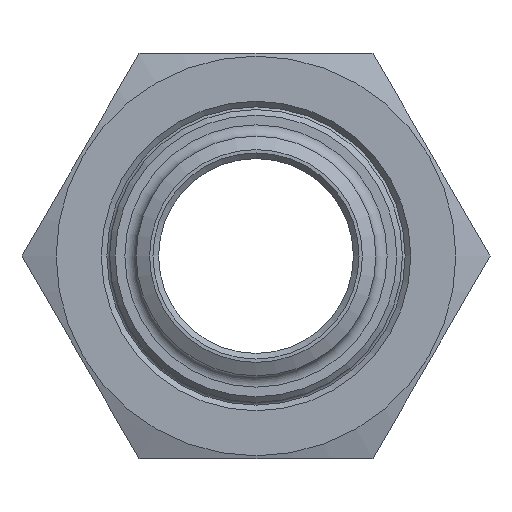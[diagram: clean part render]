
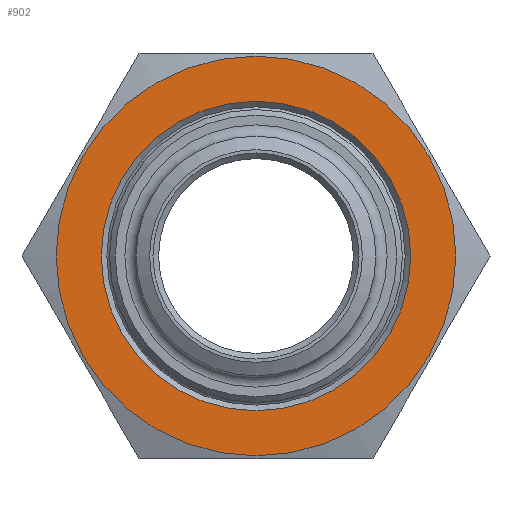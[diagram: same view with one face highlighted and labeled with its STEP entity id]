
A CAD part, left-side view. The second image highlights one B-rep face of the part: STEP entity #902.
In plain terms, the highlighted planar face has unit normal (-1, 0, 0).
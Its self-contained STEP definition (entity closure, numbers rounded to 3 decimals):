
#46=FACE_BOUND('',#162,.T.);
#72=PLANE('',#1043);
#101=FACE_OUTER_BOUND('',#161,.T.);
#161=EDGE_LOOP('',(#661));
#162=EDGE_LOOP('',(#662));
#319=CIRCLE('',#1026,17.75);
#324=CIRCLE('',#1038,13.75);
#404=VERTEX_POINT('',#1535);
#410=VERTEX_POINT('',#1566);
#491=EDGE_CURVE('',#404,#404,#319,.T.);
#504=EDGE_CURVE('',#410,#410,#324,.T.);
#661=ORIENTED_EDGE('',*,*,#491,.T.);
#662=ORIENTED_EDGE('',*,*,#504,.F.);
#902=ADVANCED_FACE('',(#101,#46),#72,.F.);
#1026=AXIS2_PLACEMENT_3D('',#1537,#1175,#1176);
#1038=AXIS2_PLACEMENT_3D('',#1567,#1205,#1206);
#1043=AXIS2_PLACEMENT_3D('',#1577,#1217,#1218);
#1175=DIRECTION('center_axis',(-1.,0.,0.));
#1176=DIRECTION('ref_axis',(0.,1.,0.));
#1205=DIRECTION('center_axis',(-1.,0.,0.));
#1206=DIRECTION('ref_axis',(0.,-1.,0.));
#1217=DIRECTION('center_axis',(1.,0.,0.));
#1218=DIRECTION('ref_axis',(0.,0.,-1.));
#1535=CARTESIAN_POINT('',(-7.75,-17.75,0.));
#1537=CARTESIAN_POINT('Origin',(-7.75,0.,0.));
#1566=CARTESIAN_POINT('',(-7.75,13.75,0.));
#1567=CARTESIAN_POINT('Origin',(-7.75,0.,0.));
#1577=CARTESIAN_POINT('Origin',(-7.75,0.,0.));
